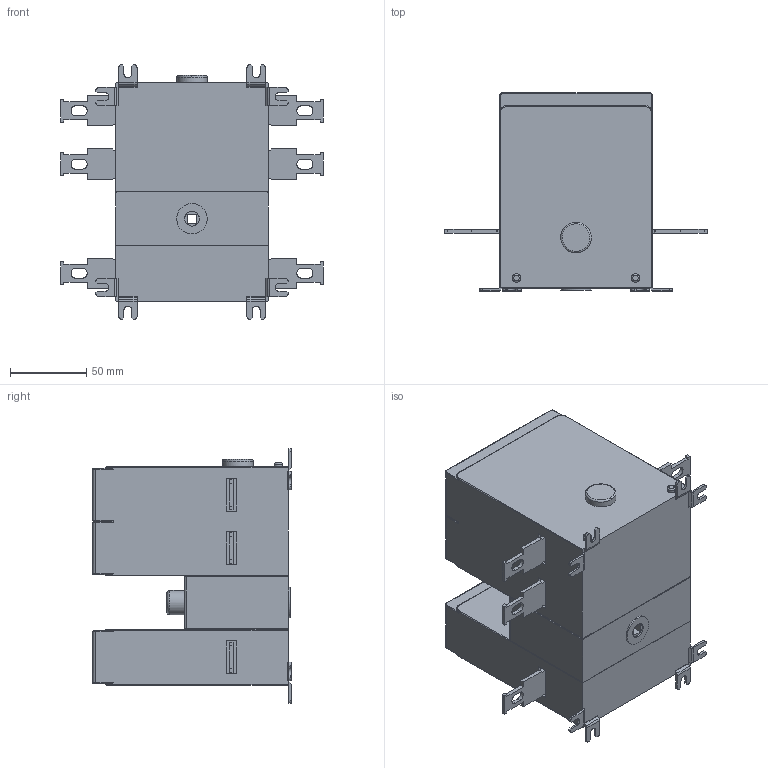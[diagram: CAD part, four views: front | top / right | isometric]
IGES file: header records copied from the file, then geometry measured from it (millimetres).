
Global section: file name: OS125-160GDT12_Palikka.igs; preprocessor: I-DEAS 3D IGES Translator 11; date: 20110208.094938; units: millimetre
Bounding box: 171.94 x 129.98 x 167.01 mm (x, y, z)
Volume: 1627844.6 mm3; surface area: 114169.2 mm2
Topology: 1 solids, 1 shells, 430 faces, 1186 edges, 804 vertices
Faces by surface type: bspline 430
